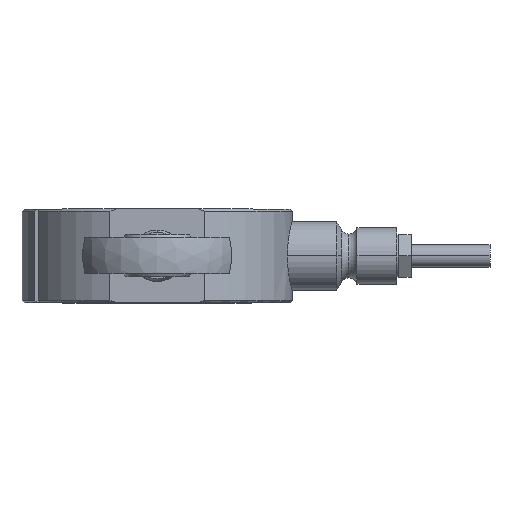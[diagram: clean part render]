
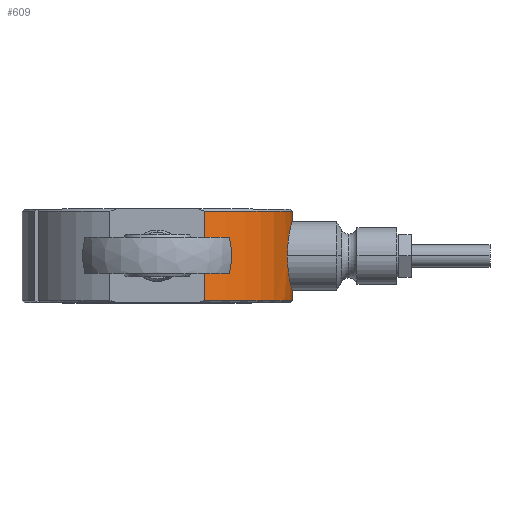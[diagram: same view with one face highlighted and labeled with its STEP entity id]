
A CAD part, top view. The second image highlights one B-rep face of the part: STEP entity #609.
In plain terms, the highlighted cylindrical face has radius 31.75 mm (diameter 63.5 mm), a partial arc.
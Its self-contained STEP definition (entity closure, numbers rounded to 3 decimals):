
#609=ADVANCED_FACE('0:56',(#1404),#1405,.T.);
#1404=FACE_OUTER_BOUND('',#2410,.T.);
#1405=CYLINDRICAL_SURFACE('',#2411,31.75);
#2410=EDGE_LOOP('',(#4301,#4302,#4303,#4304,#4305,#4306,#4307));
#2411=AXIS2_PLACEMENT_3D('',#4308,#4309,#4310);
#4301=ORIENTED_EDGE('',*,*,#6204,.T.);
#4302=ORIENTED_EDGE('',*,*,#6814,.T.);
#4303=ORIENTED_EDGE('',*,*,#6830,.T.);
#4304=ORIENTED_EDGE('',*,*,#6208,.T.);
#4305=ORIENTED_EDGE('',*,*,#6831,.F.);
#4306=ORIENTED_EDGE('',*,*,#6832,.T.);
#4307=ORIENTED_EDGE('',*,*,#6670,.F.);
#4308=CARTESIAN_POINT('',(0.0,0.0,0.0));
#4309=DIRECTION('',(0.0,0.0,-1.0));
#4310=DIRECTION('',(1.0,0.0,0.0));
#6204=EDGE_CURVE('',#7330,#7331,#7332,.T.);
#6208=EDGE_CURVE('',#7339,#7337,#7340,.T.);
#6670=EDGE_CURVE('',#7330,#8122,#8123,.T.);
#6814=EDGE_CURVE('',#7331,#8355,#8357,.T.);
#6830=EDGE_CURVE('0:860',#8355,#7339,#8377,.T.);
#6831=EDGE_CURVE('0:848',#8378,#7337,#8379,.T.);
#6832=EDGE_CURVE('0:863',#8378,#8122,#8380,.T.);
#7330=VERTEX_POINT('',#8987);
#7331=VERTEX_POINT('',#8988);
#7332=LINE('',#8989,#8990);
#7337=VERTEX_POINT('',#8996);
#7339=VERTEX_POINT('',#8998);
#7340=LINE('',#8999,#9000);
#8122=VERTEX_POINT('',#10391);
#8123=CIRCLE('',#10392,31.75);
#8355=VERTEX_POINT('',#10857);
#8357=B_SPLINE_CURVE_WITH_KNOTS('',3,(#10860,#10861,#10862,#10863,#10864,#10865,#10866,#10867,#10868,#10869),.UNSPECIFIED.,.F.,.F.,(4,2,2,2,4),(0.039,0.042,0.045,0.048,0.052),.UNSPECIFIED.);
#8377=B_SPLINE_CURVE_WITH_KNOTS('',3,(#10897,#10898,#10899,#10900,#10901,#10902,#10903,#10904,#10905,#10906),.UNSPECIFIED.,.F.,.F.,(4,2,2,2,4),(0.,0.003,0.006,0.01,0.013),.UNSPECIFIED.);
#8378=VERTEX_POINT('',#10907);
#8379=CIRCLE('',#10908,31.75);
#8380=LINE('',#10909,#10910);
#8987=CARTESIAN_POINT('',(31.75,0.,0.5));
#8988=CARTESIAN_POINT('',(31.75,0.,2.5));
#8989=CARTESIAN_POINT('',(31.75,0.,11.0));
#8990=VECTOR('',#11850,1.0);
#8996=CARTESIAN_POINT('',(31.75,0.,21.5));
#8998=CARTESIAN_POINT('',(31.75,0.,19.5));
#8999=CARTESIAN_POINT('',(31.75,0.,11.0));
#9000=VECTOR('',#11858,1.0);
#10391=CARTESIAN_POINT('',(11.091,-29.75,0.5));
#10392=AXIS2_PLACEMENT_3D('',#12369,#12370,#12371);
#10857=CARTESIAN_POINT('',(30.591,-8.5,11.0));
#10860=CARTESIAN_POINT('',(31.75,0.,2.5));
#10861=CARTESIAN_POINT('',(31.75,-1.073,2.5));
#10862=CARTESIAN_POINT('',(31.69,-2.214,2.715));
#10863=CARTESIAN_POINT('',(31.474,-4.306,3.585));
#10864=CARTESIAN_POINT('',(31.321,-5.259,4.238));
#10865=CARTESIAN_POINT('',(31.031,-6.762,5.741));
#10866=CARTESIAN_POINT('',(30.875,-7.415,6.694));
#10867=CARTESIAN_POINT('',(30.653,-8.284,8.786));
#10868=CARTESIAN_POINT('',(30.591,-8.5,9.927));
#10869=CARTESIAN_POINT('',(30.591,-8.5,11.0));
#10897=CARTESIAN_POINT('',(30.591,-8.5,11.0));
#10898=CARTESIAN_POINT('',(30.591,-8.5,12.073));
#10899=CARTESIAN_POINT('',(30.653,-8.284,13.214));
#10900=CARTESIAN_POINT('',(30.875,-7.415,15.306));
#10901=CARTESIAN_POINT('',(31.031,-6.762,16.259));
#10902=CARTESIAN_POINT('',(31.321,-5.259,17.762));
#10903=CARTESIAN_POINT('',(31.474,-4.306,18.415));
#10904=CARTESIAN_POINT('',(31.69,-2.214,19.285));
#10905=CARTESIAN_POINT('',(31.75,-1.073,19.5));
#10906=CARTESIAN_POINT('',(31.75,0.,19.5));
#10907=CARTESIAN_POINT('',(11.091,-29.75,21.5));
#10908=AXIS2_PLACEMENT_3D('',#12532,#12533,#12534);
#10909=CARTESIAN_POINT('',(11.091,-29.75,11.0));
#10910=VECTOR('',#12535,0.001);
#11850=DIRECTION('',(-0.0,-0.0,1.0));
#11858=DIRECTION('',(-0.0,-0.0,1.0));
#12369=CARTESIAN_POINT('',(0.0,0.0,0.5));
#12370=DIRECTION('',(0.0,0.0,-1.0));
#12371=DIRECTION('',(-1.0,0.0,0.0));
#12532=CARTESIAN_POINT('',(0.0,0.0,21.5));
#12533=DIRECTION('',(0.0,0.0,1.0));
#12534=DIRECTION('',(-1.0,0.0,0.0));
#12535=DIRECTION('',(-0.0,-0.0,-1.0));
